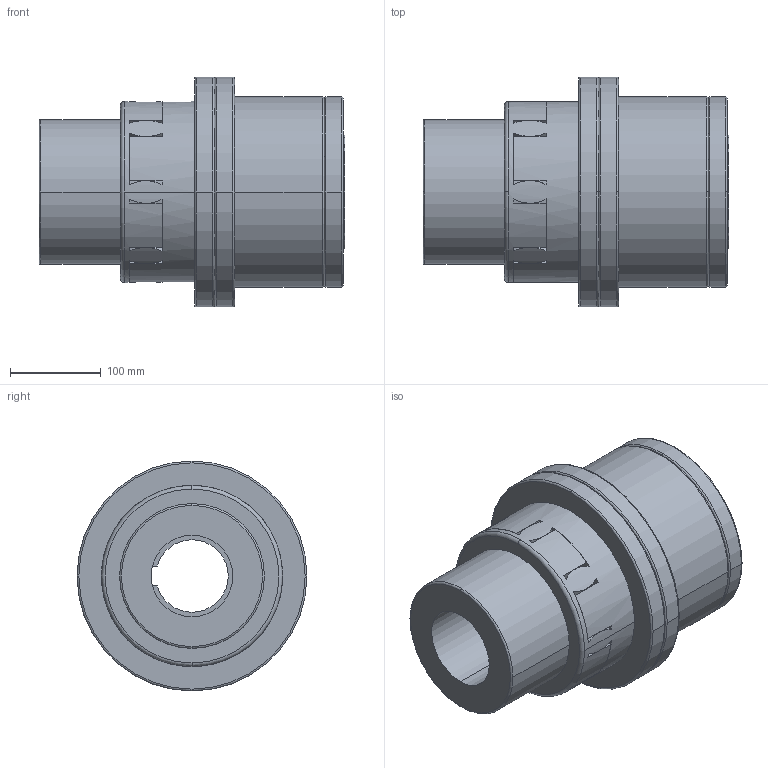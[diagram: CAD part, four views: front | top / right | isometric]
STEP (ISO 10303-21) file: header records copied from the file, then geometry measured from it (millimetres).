
FILE_DESCRIPTION(('STEP AP214'),'1');
FILE_NAME('gl_80_tr_90-100.stp','2019-09-14T12:00:55',('TraceParts'),('TraceParts S.A.'),'Spatial InterOp 3D',' ',' ');
FILE_SCHEMA(('AUTOMOTIVE_DESIGN { 1 0 10303 214 1 1 1 1 }'));
Length unit declared in the file: millimetre
Products named in the file (1): gl_80_tr_90-100
Bounding box: 338 x 254 x 254 mm (x, y, z)
Volume: 8747023.2 mm3; surface area: 477231.5 mm2
Topology: 1 solids, 1 shells, 229 faces, 592 edges, 397 vertices
Faces by surface type: plane 122, cylinder 75, torus 30, cone 2
Entity records: 7944 total; most frequent: CARTESIAN_POINT 2104, DIRECTION 1287, ORIENTED_EDGE 1184, EDGE_CURVE 592, AXIS2_PLACEMENT_3D 502, VERTEX_POINT 397, LINE 283, VECTOR 283
